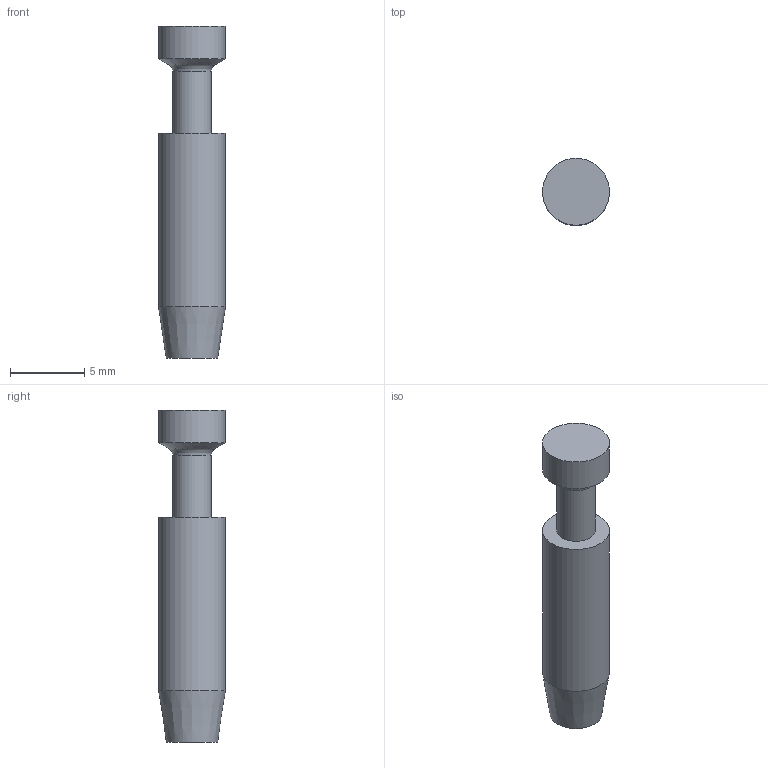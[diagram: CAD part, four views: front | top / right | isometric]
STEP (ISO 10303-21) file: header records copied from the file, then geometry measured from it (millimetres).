
FILE_DESCRIPTION(/* description */ (''),/* implementation_level */ '2;1');
FILE_NAME(/* name */ 'n 02 025 0035 x.stp',/* time_stamp */ '2018-09-25T11:36:51+02:00',/* author */ (''),/* organization */ (''),/* preprocessor_version */ 'ST-DEVELOPER v16',/* originating_system */ 'SIEMENS PLM Software NX 11.0',/* authorisation */ '');
FILE_SCHEMA (('AUTOMOTIVE_DESIGN { 1 0 10303 214 3 1 1 1 }'));
Length unit declared in the file: millimetre
Products named in the file (1): n 02 025 0035nxm001-02
Bounding box: 4.5 x 4.5 x 22.3 mm (x, y, z)
Volume: 225.1 mm3; surface area: 416.7 mm2
Topology: 1 solids, 1 shells, 13 faces, 27 edges, 16 vertices
Faces by surface type: cone 6, cylinder 4, plane 2, torus 1
Full cylindrical faces by diameter (mm): 2.6 x1, 3 x1, 4.5 x2
Entity records: 282 total; most frequent: DIRECTION 52, CARTESIAN_POINT 39, AXIS2_PLACEMENT_3D 26, FACE_BOUND 24, EDGE_LOOP 24, ORIENTED_EDGE 24, ADVANCED_FACE 13, VERTEX_POINT 13
